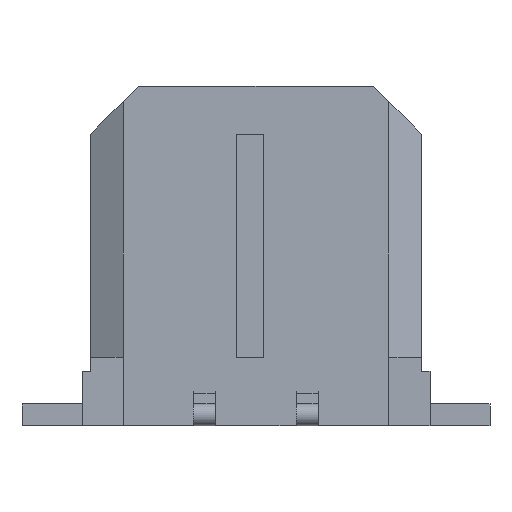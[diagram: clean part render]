
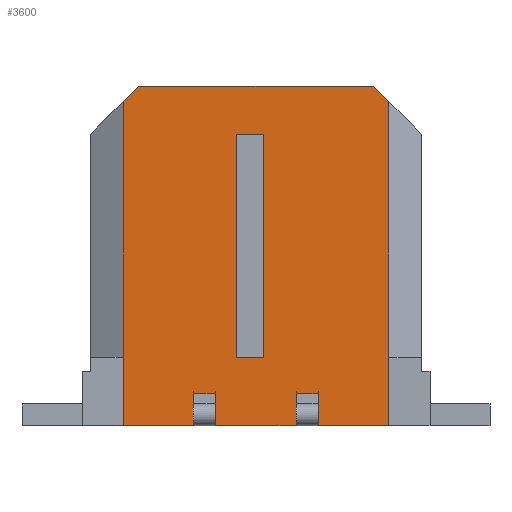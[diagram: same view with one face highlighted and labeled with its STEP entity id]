
A CAD part, front view. The second image highlights one B-rep face of the part: STEP entity #3600.
In plain terms, the highlighted planar face has unit normal (0, -1, 0).
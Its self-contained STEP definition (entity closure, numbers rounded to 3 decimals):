
#535=DIRECTION('',(1.,0.,0.));
#536=VECTOR('',#535,0.005);
#537=CARTESIAN_POINT('',(-1.185,-3.43,-3.96));
#538=LINE('',#537,#536);
#539=DIRECTION('',(1.,0.,0.));
#540=VECTOR('',#539,0.005);
#541=CARTESIAN_POINT('',(-1.83,-3.43,-3.96));
#542=LINE('',#541,#540);
#543=DIRECTION('',(0.,0.,1.));
#544=VECTOR('',#543,1.);
#545=CARTESIAN_POINT('',(-1.83,-3.43,-4.96));
#546=LINE('',#545,#544);
#547=DIRECTION('',(0.,0.,-1.));
#548=VECTOR('',#547,7.46);
#549=CARTESIAN_POINT('',(-3.875,-3.43,4.5));
#550=LINE('',#549,#548);
#551=DIRECTION('',(-0.707,0.,-0.707));
#552=VECTOR('',#551,0.636);
#553=CARTESIAN_POINT('',(-3.425,-3.43,4.95));
#554=LINE('',#553,#552);
#555=DIRECTION('',(1.,0.,0.));
#556=VECTOR('',#555,6.85);
#557=CARTESIAN_POINT('',(-3.425,-3.43,4.95));
#558=LINE('',#557,#556);
#559=DIRECTION('',(-0.707,0.,0.707));
#560=VECTOR('',#559,0.636);
#561=CARTESIAN_POINT('',(3.875,-3.43,4.5));
#562=LINE('',#561,#560);
#563=DIRECTION('',(0.,0.,-1.));
#564=VECTOR('',#563,7.46);
#565=CARTESIAN_POINT('',(3.875,-3.43,4.5));
#566=LINE('',#565,#564);
#567=DIRECTION('',(0.,0.,-1.));
#568=VECTOR('',#567,2.);
#569=CARTESIAN_POINT('',(3.875,-3.43,-2.96));
#570=LINE('',#569,#568);
#571=DIRECTION('',(0.,0.,1.));
#572=VECTOR('',#571,1.);
#573=CARTESIAN_POINT('',(1.82,-3.43,-4.96));
#574=LINE('',#573,#572);
#575=DIRECTION('',(1.,0.,0.));
#576=VECTOR('',#575,0.005);
#577=CARTESIAN_POINT('',(1.815,-3.43,-3.96));
#578=LINE('',#577,#576);
#579=DIRECTION('',(1.,0.,0.));
#580=VECTOR('',#579,0.005);
#581=CARTESIAN_POINT('',(1.17,-3.43,-3.96));
#582=LINE('',#581,#580);
#583=DIRECTION('',(0.,0.,1.));
#584=VECTOR('',#583,1.);
#585=CARTESIAN_POINT('',(1.17,-3.43,-4.96));
#586=LINE('',#585,#584);
#587=DIRECTION('',(0.,0.,1.));
#588=VECTOR('',#587,1.);
#589=CARTESIAN_POINT('',(-1.18,-3.43,-4.96));
#590=LINE('',#589,#588);
#591=DIRECTION('',(1.,0.,0.));
#592=VECTOR('',#591,0.8);
#593=CARTESIAN_POINT('',(-0.575,-3.43,3.55));
#594=LINE('',#593,#592);
#595=DIRECTION('',(0.,0.,1.));
#596=VECTOR('',#595,6.51);
#597=CARTESIAN_POINT('',(-0.575,-3.43,-2.96));
#598=LINE('',#597,#596);
#599=DIRECTION('',(1.,0.,0.));
#600=VECTOR('',#599,0.8);
#601=CARTESIAN_POINT('',(-0.575,-3.43,-2.96));
#602=LINE('',#601,#600);
#603=DIRECTION('',(0.,0.,1.));
#604=VECTOR('',#603,6.51);
#605=CARTESIAN_POINT('',(0.225,-3.43,-2.96));
#606=LINE('',#605,#604);
#680=DIRECTION('',(0.,0.,-1.));
#681=VECTOR('',#680,0.069);
#682=CARTESIAN_POINT('',(-1.185,-3.43,-3.96));
#683=LINE('',#682,#681);
#745=DIRECTION('',(0.,0.,-1.));
#746=VECTOR('',#745,0.069);
#747=CARTESIAN_POINT('',(-1.825,-3.43,-3.96));
#748=LINE('',#747,#746);
#819=DIRECTION('',(-1.,0.,0.));
#820=VECTOR('',#819,0.64);
#821=CARTESIAN_POINT('',(-1.185,-3.43,-4.029));
#822=LINE('',#821,#820);
#927=DIRECTION('',(-1.,0.,0.));
#928=VECTOR('',#927,2.055);
#929=CARTESIAN_POINT('',(3.875,-3.43,-4.96));
#930=LINE('',#929,#928);
#951=DIRECTION('',(-1.,0.,0.));
#952=VECTOR('',#951,2.045);
#953=CARTESIAN_POINT('',(-1.83,-3.43,-4.96));
#954=LINE('',#953,#952);
#959=DIRECTION('',(-1.,0.,0.));
#960=VECTOR('',#959,2.35);
#961=CARTESIAN_POINT('',(1.17,-3.43,-4.96));
#962=LINE('',#961,#960);
#1536=DIRECTION('',(0.,0.,-1.));
#1537=VECTOR('',#1536,0.069);
#1538=CARTESIAN_POINT('',(1.815,-3.43,-3.96));
#1539=LINE('',#1538,#1537);
#1601=DIRECTION('',(0.,0.,-1.));
#1602=VECTOR('',#1601,0.069);
#1603=CARTESIAN_POINT('',(1.175,-3.43,-3.96));
#1604=LINE('',#1603,#1602);
#1675=DIRECTION('',(-1.,0.,0.));
#1676=VECTOR('',#1675,0.64);
#1677=CARTESIAN_POINT('',(1.815,-3.43,-4.029));
#1678=LINE('',#1677,#1676);
#1731=DIRECTION('',(0.,0.,-1.));
#1732=VECTOR('',#1731,2.);
#1733=CARTESIAN_POINT('',(-3.875,-3.43,-2.96));
#1734=LINE('',#1733,#1732);
#2103=CARTESIAN_POINT('',(-3.425,-3.43,4.95));
#2104=CARTESIAN_POINT('',(-3.875,-3.43,4.5));
#2105=VERTEX_POINT('',#2103);
#2106=VERTEX_POINT('',#2104);
#2107=CARTESIAN_POINT('',(3.875,-3.43,4.5));
#2108=CARTESIAN_POINT('',(3.425,-3.43,4.95));
#2109=VERTEX_POINT('',#2107);
#2110=VERTEX_POINT('',#2108);
#2220=CARTESIAN_POINT('',(1.17,-3.43,-3.96));
#2222=VERTEX_POINT('',#2220);
#2224=CARTESIAN_POINT('',(1.82,-3.43,-3.96));
#2226=VERTEX_POINT('',#2224);
#2232=CARTESIAN_POINT('',(1.17,-3.43,-4.96));
#2234=VERTEX_POINT('',#2232);
#2236=CARTESIAN_POINT('',(1.82,-3.43,-4.96));
#2238=VERTEX_POINT('',#2236);
#2240=CARTESIAN_POINT('',(-1.83,-3.43,-4.96));
#2242=VERTEX_POINT('',#2240);
#2244=CARTESIAN_POINT('',(-1.18,-3.43,-4.96));
#2246=VERTEX_POINT('',#2244);
#2264=CARTESIAN_POINT('',(-1.83,-3.43,-3.96));
#2266=VERTEX_POINT('',#2264);
#2268=CARTESIAN_POINT('',(-1.18,-3.43,-3.96));
#2270=VERTEX_POINT('',#2268);
#2272=CARTESIAN_POINT('',(3.875,-3.43,-2.96));
#2274=VERTEX_POINT('',#2272);
#2276=CARTESIAN_POINT('',(-3.875,-3.43,-2.96));
#2278=VERTEX_POINT('',#2276);
#2283=CARTESIAN_POINT('',(3.875,-3.43,-4.96));
#2284=VERTEX_POINT('',#2283);
#2285=CARTESIAN_POINT('',(-3.875,-3.43,-4.96));
#2286=VERTEX_POINT('',#2285);
#2360=CARTESIAN_POINT('',(1.815,-3.43,-3.96));
#2362=VERTEX_POINT('',#2360);
#2367=CARTESIAN_POINT('',(1.175,-3.43,-3.96));
#2368=VERTEX_POINT('',#2367);
#2449=CARTESIAN_POINT('',(-0.575,-3.43,3.55));
#2450=CARTESIAN_POINT('',(0.225,-3.43,3.55));
#2451=VERTEX_POINT('',#2449);
#2452=VERTEX_POINT('',#2450);
#2453=CARTESIAN_POINT('',(-0.575,-3.43,-2.96));
#2454=CARTESIAN_POINT('',(0.225,-3.43,-2.96));
#2455=VERTEX_POINT('',#2453);
#2456=VERTEX_POINT('',#2454);
#2473=CARTESIAN_POINT('',(1.815,-3.43,-4.029));
#2474=VERTEX_POINT('',#2473);
#2489=CARTESIAN_POINT('',(1.175,-3.43,-4.029));
#2490=VERTEX_POINT('',#2489);
#2657=CARTESIAN_POINT('',(-1.185,-3.43,-4.029));
#2659=VERTEX_POINT('',#2657);
#2685=CARTESIAN_POINT('',(-1.825,-3.43,-4.029));
#2687=VERTEX_POINT('',#2685);
#2709=CARTESIAN_POINT('',(-1.185,-3.43,-3.96));
#2711=VERTEX_POINT('',#2709);
#2721=CARTESIAN_POINT('',(-1.825,-3.43,-3.96));
#2722=VERTEX_POINT('',#2721);
#3539=CARTESIAN_POINT('',(-4.825,-3.43,4.95));
#3540=DIRECTION('',(0.,-1.,0.));
#3541=DIRECTION('',(0.,0.,-1.));
#3542=AXIS2_PLACEMENT_3D('',#3539,#3540,#3541);
#3543=PLANE('',#3542);
#3545=ORIENTED_EDGE('',*,*,#3544,.F.);
#3547=ORIENTED_EDGE('',*,*,#3546,.T.);
#3549=ORIENTED_EDGE('',*,*,#3548,.T.);
#3551=ORIENTED_EDGE('',*,*,#3550,.F.);
#3553=ORIENTED_EDGE('',*,*,#3552,.F.);
#3555=ORIENTED_EDGE('',*,*,#3554,.F.);
#3557=ORIENTED_EDGE('',*,*,#3556,.T.);
#3559=ORIENTED_EDGE('',*,*,#3558,.F.);
#3561=ORIENTED_EDGE('',*,*,#3560,.F.);
#3562=ORIENTED_EDGE('',*,*,#3298,.F.);
#3564=ORIENTED_EDGE('',*,*,#3563,.T.);
#3565=ORIENTED_EDGE('',*,*,#3245,.F.);
#3566=ORIENTED_EDGE('',*,*,#3532,.T.);
#3567=ORIENTED_EDGE('',*,*,#3494,.T.);
#3569=ORIENTED_EDGE('',*,*,#3568,.T.);
#3571=ORIENTED_EDGE('',*,*,#3570,.T.);
#3573=ORIENTED_EDGE('',*,*,#3572,.F.);
#3575=ORIENTED_EDGE('',*,*,#3574,.T.);
#3577=ORIENTED_EDGE('',*,*,#3576,.T.);
#3579=ORIENTED_EDGE('',*,*,#3578,.F.);
#3581=ORIENTED_EDGE('',*,*,#3580,.F.);
#3583=ORIENTED_EDGE('',*,*,#3582,.F.);
#3585=ORIENTED_EDGE('',*,*,#3584,.T.);
#3587=ORIENTED_EDGE('',*,*,#3586,.T.);
#3588=EDGE_LOOP('',(#3545,#3547,#3549,#3551,#3553,#3555,#3557,#3559,#3561,#3562,
#3564,#3565,#3566,#3567,#3569,#3571,#3573,#3575,#3577,#3579,#3581,#3583,#3585,
#3587));
#3589=FACE_OUTER_BOUND('',#3588,.F.);
#3591=ORIENTED_EDGE('',*,*,#3590,.F.);
#3593=ORIENTED_EDGE('',*,*,#3592,.F.);
#3595=ORIENTED_EDGE('',*,*,#3594,.T.);
#3597=ORIENTED_EDGE('',*,*,#3596,.T.);
#3598=EDGE_LOOP('',(#3591,#3593,#3595,#3597));
#3599=FACE_BOUND('',#3598,.F.);
#3600=ADVANCED_FACE('',(#3589,#3599),#3543,.T.);
#3245=EDGE_CURVE('',#2109,#2110,#562,.T.);
#3298=EDGE_CURVE('',#2105,#2106,#554,.T.);
#3494=EDGE_CURVE('',#2274,#2284,#570,.T.);
#3532=EDGE_CURVE('',#2109,#2274,#566,.T.);
#3544=EDGE_CURVE('',#2711,#2270,#538,.T.);
#3546=EDGE_CURVE('',#2711,#2659,#683,.T.);
#3548=EDGE_CURVE('',#2659,#2687,#822,.T.);
#3550=EDGE_CURVE('',#2722,#2687,#748,.T.);
#3552=EDGE_CURVE('',#2266,#2722,#542,.T.);
#3554=EDGE_CURVE('',#2242,#2266,#546,.T.);
#3556=EDGE_CURVE('',#2242,#2286,#954,.T.);
#3558=EDGE_CURVE('',#2278,#2286,#1734,.T.);
#3560=EDGE_CURVE('',#2106,#2278,#550,.T.);
#3563=EDGE_CURVE('',#2105,#2110,#558,.T.);
#3568=EDGE_CURVE('',#2284,#2238,#930,.T.);
#3570=EDGE_CURVE('',#2238,#2226,#574,.T.);
#3572=EDGE_CURVE('',#2362,#2226,#578,.T.);
#3574=EDGE_CURVE('',#2362,#2474,#1539,.T.);
#3576=EDGE_CURVE('',#2474,#2490,#1678,.T.);
#3578=EDGE_CURVE('',#2368,#2490,#1604,.T.);
#3580=EDGE_CURVE('',#2222,#2368,#582,.T.);
#3582=EDGE_CURVE('',#2234,#2222,#586,.T.);
#3584=EDGE_CURVE('',#2234,#2246,#962,.T.);
#3586=EDGE_CURVE('',#2246,#2270,#590,.T.);
#3590=EDGE_CURVE('',#2451,#2452,#594,.T.);
#3592=EDGE_CURVE('',#2455,#2451,#598,.T.);
#3594=EDGE_CURVE('',#2455,#2456,#602,.T.);
#3596=EDGE_CURVE('',#2456,#2452,#606,.T.);
